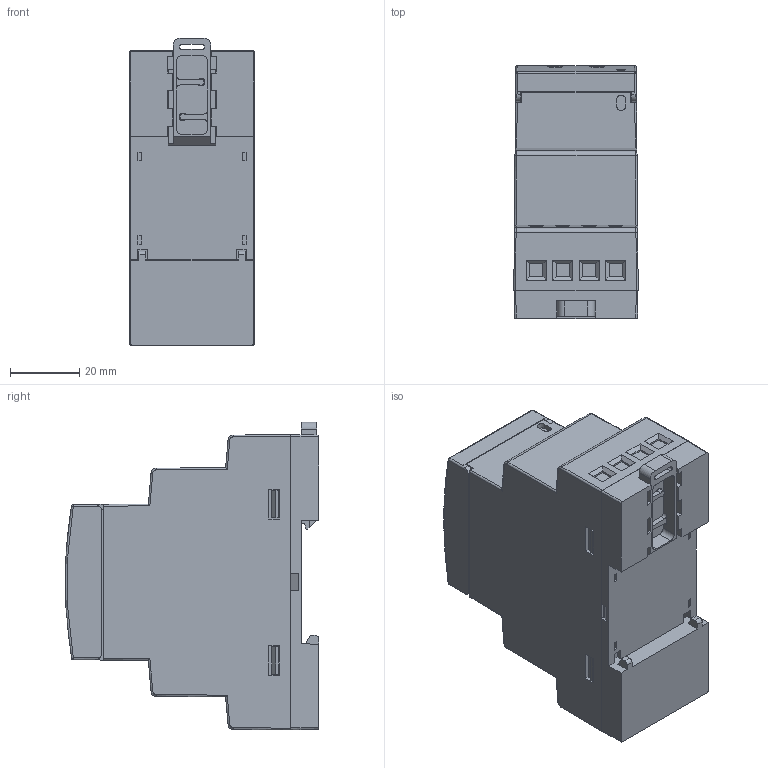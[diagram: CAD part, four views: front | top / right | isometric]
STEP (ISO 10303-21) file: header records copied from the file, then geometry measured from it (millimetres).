
FILE_DESCRIPTION((''),'2;1');
FILE_NAME('C14423_SW0001','2018-11-13T',('esors'),(''),'CREO PARAMETRIC BY PTC INC, 2015290','CREO PARAMETRIC BY PTC INC, 2015290','');
FILE_SCHEMA(('AUTOMOTIVE_DESIGN { 1 0 10303 214 1 1 1 1 }'));
Length unit declared in the file: millimetre
Products named in the file (1): C14423_SW0001
Bounding box: 35.8 x 72.84 x 88.6 mm (x, y, z)
Volume: 146168.3 mm3; surface area: 36975.9 mm2
Topology: 1 solids, 1 shells, 678 faces, 1860 edges, 1200 vertices
Faces by surface type: plane 437, cylinder 153, bspline 50, sphere 12, cone 12, torus 8, extrusion 6
Entity records: 28685 total; most frequent: CARTESIAN_POINT 10149, ORIENTED_EDGE 3712, DIRECTION 3094, EDGE_CURVE 1856, COLOUR_RGB 1576, VECTOR 1300, LINE 1294, VERTEX_POINT 1200
